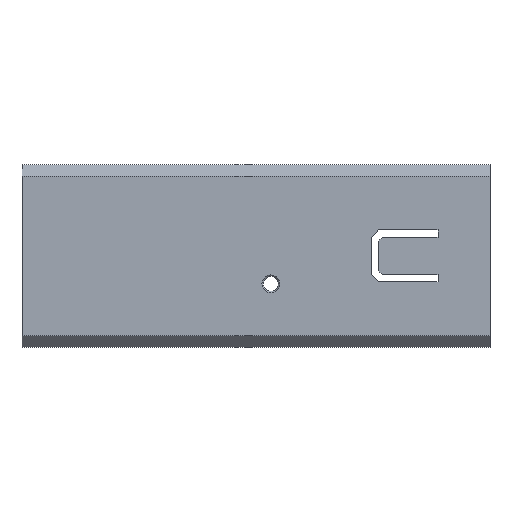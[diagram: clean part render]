
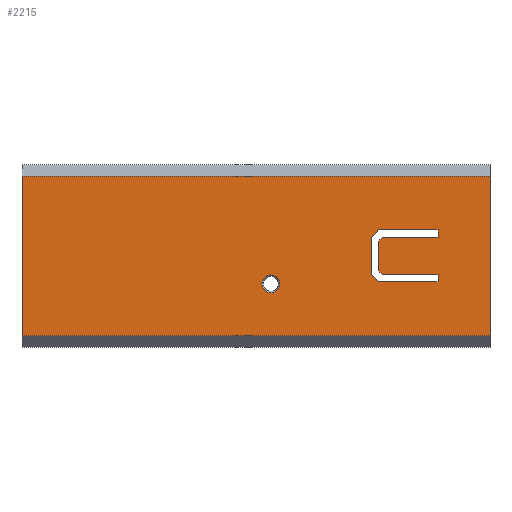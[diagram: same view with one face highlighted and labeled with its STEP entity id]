
A CAD part, top view. The second image highlights one B-rep face of the part: STEP entity #2215.
In plain terms, the highlighted planar face has unit normal (0, 0, 1).
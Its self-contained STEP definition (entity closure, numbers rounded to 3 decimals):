
#19=FACE_BOUND('',#268,.T.);
#20=FACE_BOUND('',#269,.T.);
#25=PLANE('',#2354);
#146=FACE_OUTER_BOUND('',#267,.T.);
#267=EDGE_LOOP('',(#1565,#1566,#1567,#1568));
#268=EDGE_LOOP('',(#1569,#1570,#1571,#1572,#1573,#1574,#1575,#1576,#1577,
#1578,#1579,#1580));
#269=EDGE_LOOP('',(#1581));
#394=LINE('',#3109,#697);
#395=LINE('',#3111,#698);
#396=LINE('',#3113,#699);
#397=LINE('',#3114,#700);
#398=LINE('',#3117,#701);
#399=LINE('',#3119,#702);
#400=LINE('',#3121,#703);
#401=LINE('',#3123,#704);
#402=LINE('',#3125,#705);
#403=LINE('',#3127,#706);
#404=LINE('',#3129,#707);
#405=LINE('',#3131,#708);
#406=LINE('',#3133,#709);
#407=LINE('',#3135,#710);
#408=LINE('',#3137,#711);
#409=LINE('',#3138,#712);
#697=VECTOR('',#2513,10.);
#698=VECTOR('',#2514,10.);
#699=VECTOR('',#2515,10.);
#700=VECTOR('',#2516,10.);
#701=VECTOR('',#2517,10.);
#702=VECTOR('',#2518,10.);
#703=VECTOR('',#2519,10.);
#704=VECTOR('',#2520,10.);
#705=VECTOR('',#2521,10.);
#706=VECTOR('',#2522,10.);
#707=VECTOR('',#2523,10.);
#708=VECTOR('',#2524,10.);
#709=VECTOR('',#2525,10.);
#710=VECTOR('',#2526,10.);
#711=VECTOR('',#2527,10.);
#712=VECTOR('',#2528,10.);
#998=CIRCLE('',#2350,1.2);
#1022=VERTEX_POINT('',#3097);
#1025=VERTEX_POINT('',#3107);
#1026=VERTEX_POINT('',#3108);
#1027=VERTEX_POINT('',#3110);
#1028=VERTEX_POINT('',#3112);
#1029=VERTEX_POINT('',#3115);
#1030=VERTEX_POINT('',#3116);
#1031=VERTEX_POINT('',#3118);
#1032=VERTEX_POINT('',#3120);
#1033=VERTEX_POINT('',#3122);
#1034=VERTEX_POINT('',#3124);
#1035=VERTEX_POINT('',#3126);
#1036=VERTEX_POINT('',#3128);
#1037=VERTEX_POINT('',#3130);
#1038=VERTEX_POINT('',#3132);
#1039=VERTEX_POINT('',#3134);
#1040=VERTEX_POINT('',#3136);
#1230=EDGE_CURVE('',#1022,#1022,#998,.T.);
#1235=EDGE_CURVE('',#1025,#1026,#394,.T.);
#1236=EDGE_CURVE('',#1027,#1025,#395,.T.);
#1237=EDGE_CURVE('',#1028,#1027,#396,.T.);
#1238=EDGE_CURVE('',#1026,#1028,#397,.T.);
#1239=EDGE_CURVE('',#1029,#1030,#398,.T.);
#1240=EDGE_CURVE('',#1029,#1031,#399,.T.);
#1241=EDGE_CURVE('',#1032,#1031,#400,.T.);
#1242=EDGE_CURVE('',#1032,#1033,#401,.T.);
#1243=EDGE_CURVE('',#1033,#1034,#402,.T.);
#1244=EDGE_CURVE('',#1034,#1035,#403,.T.);
#1245=EDGE_CURVE('',#1036,#1035,#404,.T.);
#1246=EDGE_CURVE('',#1036,#1037,#405,.T.);
#1247=EDGE_CURVE('',#1038,#1037,#406,.T.);
#1248=EDGE_CURVE('',#1038,#1039,#407,.T.);
#1249=EDGE_CURVE('',#1039,#1040,#408,.T.);
#1250=EDGE_CURVE('',#1040,#1030,#409,.T.);
#1565=ORIENTED_EDGE('',*,*,#1235,.F.);
#1566=ORIENTED_EDGE('',*,*,#1236,.F.);
#1567=ORIENTED_EDGE('',*,*,#1237,.F.);
#1568=ORIENTED_EDGE('',*,*,#1238,.F.);
#1569=ORIENTED_EDGE('',*,*,#1239,.F.);
#1570=ORIENTED_EDGE('',*,*,#1240,.T.);
#1571=ORIENTED_EDGE('',*,*,#1241,.F.);
#1572=ORIENTED_EDGE('',*,*,#1242,.T.);
#1573=ORIENTED_EDGE('',*,*,#1243,.T.);
#1574=ORIENTED_EDGE('',*,*,#1244,.T.);
#1575=ORIENTED_EDGE('',*,*,#1245,.F.);
#1576=ORIENTED_EDGE('',*,*,#1246,.T.);
#1577=ORIENTED_EDGE('',*,*,#1247,.F.);
#1578=ORIENTED_EDGE('',*,*,#1248,.T.);
#1579=ORIENTED_EDGE('',*,*,#1249,.T.);
#1580=ORIENTED_EDGE('',*,*,#1250,.T.);
#1581=ORIENTED_EDGE('',*,*,#1230,.F.);
#2215=ADVANCED_FACE('',(#146,#19,#20),#25,.T.);
#2350=AXIS2_PLACEMENT_3D('',#3098,#2501,#2502);
#2354=AXIS2_PLACEMENT_3D('',#3106,#2511,#2512);
#2501=DIRECTION('center_axis',(0.,0.,1.));
#2502=DIRECTION('ref_axis',(1.,0.,0.));
#2511=DIRECTION('center_axis',(0.,0.,1.));
#2512=DIRECTION('ref_axis',(0.,-1.,0.));
#2513=DIRECTION('',(-1.,0.,0.));
#2514=DIRECTION('',(0.,-1.,0.));
#2515=DIRECTION('',(1.,0.,0.));
#2516=DIRECTION('',(0.,1.,0.));
#2517=DIRECTION('',(0.707,0.707,0.));
#2518=DIRECTION('',(0.,-1.,0.));
#2519=DIRECTION('',(-0.707,0.707,0.));
#2520=DIRECTION('',(1.,0.,0.));
#2521=DIRECTION('',(0.,-1.,0.));
#2522=DIRECTION('',(-1.,0.,0.));
#2523=DIRECTION('',(0.707,-0.707,0.));
#2524=DIRECTION('',(0.,1.,0.));
#2525=DIRECTION('',(-0.707,-0.707,0.));
#2526=DIRECTION('',(1.,0.,0.));
#2527=DIRECTION('',(0.,-1.,0.));
#2528=DIRECTION('',(-1.,0.,0.));
#3097=CARTESIAN_POINT('',(-6.7,-3.75,7.));
#3098=CARTESIAN_POINT('Origin',(-5.5,-3.75,7.));
#3106=CARTESIAN_POINT('Origin',(0.,12.25,7.));
#3107=CARTESIAN_POINT('',(24.,-10.75,7.));
#3108=CARTESIAN_POINT('',(-39.,-10.75,7.));
#3109=CARTESIAN_POINT('',(0.,-10.75,7.));
#3110=CARTESIAN_POINT('',(24.,10.75,7.));
#3111=CARTESIAN_POINT('',(24.,-12.25,7.));
#3112=CARTESIAN_POINT('',(-39.,10.75,7.));
#3113=CARTESIAN_POINT('',(0.,10.75,7.));
#3114=CARTESIAN_POINT('',(-39.,-12.25,7.));
#3115=CARTESIAN_POINT('',(9.,2.,7.));
#3116=CARTESIAN_POINT('',(9.5,2.5,7.));
#3117=CARTESIAN_POINT('',(9.438,2.438,7.));
#3118=CARTESIAN_POINT('',(9.,-2.,7.));
#3119=CARTESIAN_POINT('',(9.,7.375,7.));
#3120=CARTESIAN_POINT('',(9.5,-2.5,7.));
#3121=CARTESIAN_POINT('',(3.313,3.687,7.));
#3122=CARTESIAN_POINT('',(17.,-2.5,7.));
#3123=CARTESIAN_POINT('',(4.5,-2.5,7.));
#3124=CARTESIAN_POINT('',(17.,-3.5,7.));
#3125=CARTESIAN_POINT('',(17.,4.875,7.));
#3126=CARTESIAN_POINT('',(9.,-3.5,7.));
#3127=CARTESIAN_POINT('',(8.5,-3.5,7.));
#3128=CARTESIAN_POINT('',(8.,-2.5,7.));
#3129=CARTESIAN_POINT('',(2.563,2.937,7.));
#3130=CARTESIAN_POINT('',(8.,2.5,7.));
#3131=CARTESIAN_POINT('',(8.,4.375,7.));
#3132=CARTESIAN_POINT('',(9.,3.5,7.));
#3133=CARTESIAN_POINT('',(8.688,3.187,7.));
#3134=CARTESIAN_POINT('',(17.,3.5,7.));
#3135=CARTESIAN_POINT('',(4.,3.5,7.));
#3136=CARTESIAN_POINT('',(17.,2.5,7.));
#3137=CARTESIAN_POINT('',(17.,7.875,7.));
#3138=CARTESIAN_POINT('',(8.5,2.5,7.));
